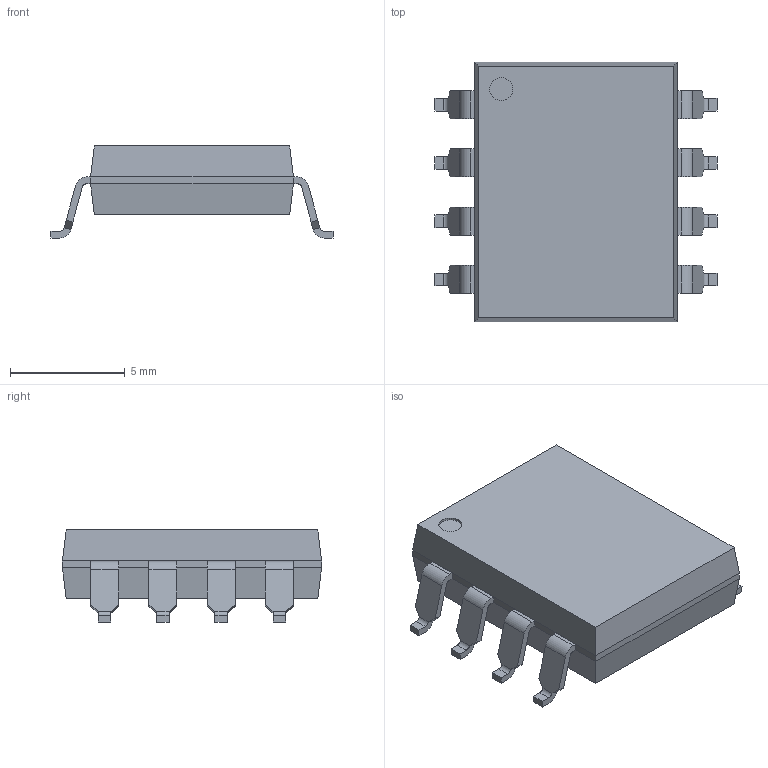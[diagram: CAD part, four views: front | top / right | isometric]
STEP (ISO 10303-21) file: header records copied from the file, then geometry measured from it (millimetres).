
FILE_DESCRIPTION((''),'2;1');
FILE_NAME('AVAGO_HCNR200-300E.stp','2011-07-05T14:20:15',(''),(''),'Mechanical Desktop 2011','Mechanical Desktop 2011',', , ');
FILE_SCHEMA(('AUTOMOTIVE_DESIGN { 1 2 10303 214 1 1 1 1 }'));
Length unit declared in the file: millimetre
Products named in the file (1): Product
Bounding box: 12.3 x 11.3 x 4.01 mm (x, y, z)
Volume: 299.3 mm3; surface area: 383.4 mm2
Topology: 9 solids, 9 shells, 161 faces, 387 edges, 246 vertices
Faces by surface type: bspline 72, plane 71, cylinder 18
Entity records: 4854 total; most frequent: CARTESIAN_POINT 1234, ORIENTED_EDGE 772, DIRECTION 635, EDGE_CURVE 386, VECTOR 319, LINE 319, VERTEX_POINT 244, EDGE_LOOP 162
